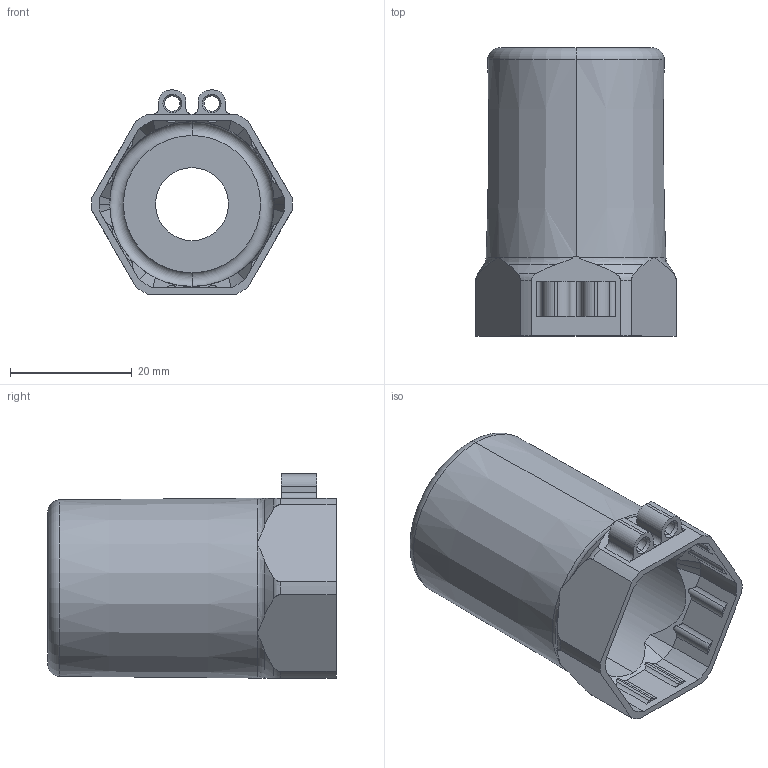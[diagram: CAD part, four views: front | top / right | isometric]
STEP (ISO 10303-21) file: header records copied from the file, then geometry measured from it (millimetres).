
FILE_DESCRIPTION(('HOOPS Exchange Step'),'2;1');
FILE_NAME('export-3221F3C7-8D44-4F46-ABEB-A907D07A1846.stp','2023-05-03T14:18:29+02:00',('Engineering'),('Alibre'),'HOOPS Exchange 2021.0','Alibre','Unknown authorisation');
FILE_SCHEMA( ('AP242_MANAGED_MODEL_BASED_3D_ENGINEERING_MIM_LF {1 0 10303 442 1 1 4 }') );
Length unit declared in the file: millimetre
Products named in the file (1): 6284 E30094 Protective cover for process sensors (PK,TK,VK)
Bounding box: 32.99 x 47.45 x 33.61 mm (x, y, z)
Volume: 5472.9 mm3; surface area: 9797.9 mm2
Topology: 1 solids, 1 shells, 171 faces, 459 edges, 294 vertices
Faces by surface type: cylinder 68, plane 51, cone 28, torus 24
Entity records: 5704 total; most frequent: CARTESIAN_POINT 1294, DIRECTION 965, ORIENTED_EDGE 918, EDGE_CURVE 459, AXIS2_PLACEMENT_3D 393, VERTEX_POINT 294, EDGE_LOOP 181, FACE_BOUND 181
